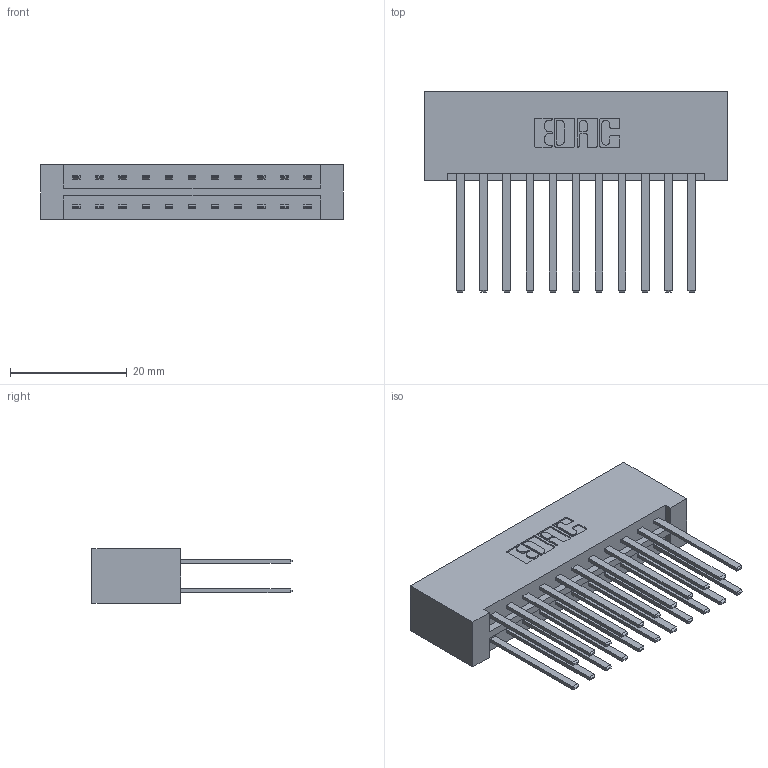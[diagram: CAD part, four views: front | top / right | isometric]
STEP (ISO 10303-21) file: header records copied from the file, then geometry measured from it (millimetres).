
FILE_DESCRIPTION (( 'STEP AP203' ), '1' );
FILE_NAME ('833-022-544-201.STEP', '2020-06-01T17:30:30', ( '' ), ( '' ), 'SwSTEP 2.0', 'SolidWorks 2020', '' );
FILE_SCHEMA (( 'CONFIG_CONTROL_DESIGN' ));
Length unit declared in the file: inch
Products named in the file (3): 833-022-544-201; 345-292-001_345-293-144; 833 Part_Lugless
Assembly tree (23 placements, depth 2):
  833-022-544-201
    833 Part_Lugless
    345-292-001_345-293-144  x22
Bounding box: 51.84 x 34.3 x 9.4 mm (x, y, z)
Volume: 5943.4 mm3; surface area: 7710.8 mm2
Topology: 23 solids, 23 shells, 1118 faces, 3301 edges, 2170 vertices
Faces by surface type: plane 770, cylinder 348
Entity records: 10625 total; most frequent: CARTESIAN_POINT 1794, ORIENTED_EDGE 1730, DIRECTION 1577, EDGE_CURVE 865, LINE 749, VECTOR 749, VERTEX_POINT 574, AXIS2_PLACEMENT_3D 414
